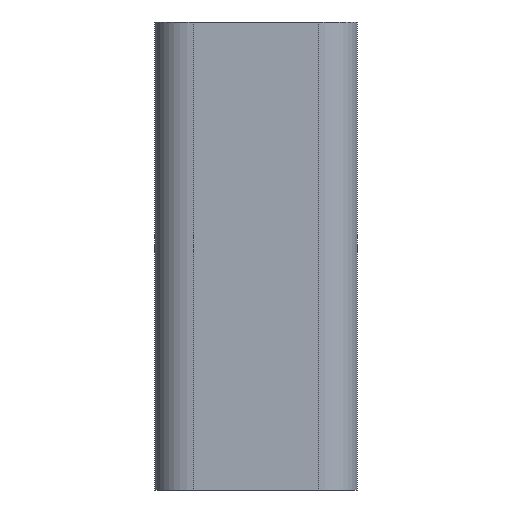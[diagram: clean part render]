
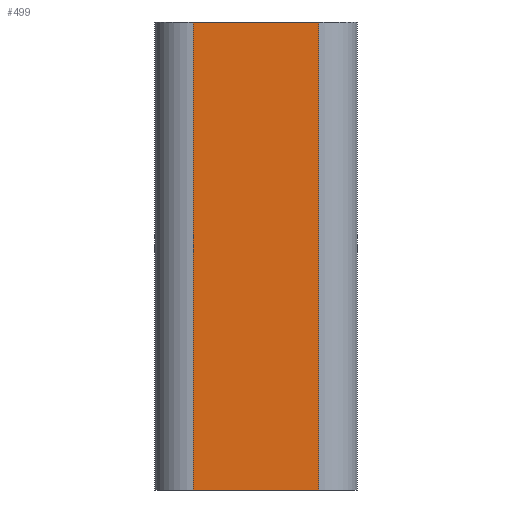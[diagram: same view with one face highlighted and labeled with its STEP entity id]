
A CAD part, left-side view. The second image highlights one B-rep face of the part: STEP entity #499.
In plain terms, the highlighted planar face has unit normal (-1, 0, 0).
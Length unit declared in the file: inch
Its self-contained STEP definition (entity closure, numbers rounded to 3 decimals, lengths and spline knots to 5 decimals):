
#3 = CARTESIAN_POINT ( 'NONE',  ( -0.1355, -0.195, 0. ) ) ;
#19 = CARTESIAN_POINT ( 'NONE',  ( -0.1355, -0.195, 1.46 ) ) ;
#20 = ORIENTED_EDGE ( 'NONE', *, *, #308, .F. ) ;
#28 = VERTEX_POINT ( 'NONE', #119 ) ;
#71 = VERTEX_POINT ( 'NONE', #3 ) ;
#79 = CARTESIAN_POINT ( 'NONE',  ( -0.1355, 0.195, 1.46 ) ) ;
#107 = DIRECTION ( 'NONE',  ( 0., -1., 0. ) ) ;
#119 = CARTESIAN_POINT ( 'NONE',  ( -0.1355, 0.195, 0. ) ) ;
#136 = ORIENTED_EDGE ( 'NONE', *, *, #346, .T. ) ;
#163 = EDGE_CURVE ( 'NONE', #28, #71, #316, .T. ) ;
#188 = VECTOR ( 'NONE', #569, 39.37008 ) ;
#214 = ORIENTED_EDGE ( 'NONE', *, *, #465, .F. ) ;
#220 = VERTEX_POINT ( 'NONE', #508 ) ;
#225 = PLANE ( 'NONE',  #271 ) ;
#233 = VERTEX_POINT ( 'NONE', #405 ) ;
#255 = VECTOR ( 'NONE', #375, 39.37008 ) ;
#256 = CARTESIAN_POINT ( 'NONE',  ( -0.1355, 0.195, 0. ) ) ;
#271 = AXIS2_PLACEMENT_3D ( 'NONE', #79, #586, #399 ) ;
#273 = LINE ( 'NONE', #518, #255 ) ;
#277 = ORIENTED_EDGE ( 'NONE', *, *, #163, .T. ) ;
#303 = VECTOR ( 'NONE', #330, 39.37008 ) ;
#308 = EDGE_CURVE ( 'NONE', #220, #71, #477, .T. ) ;
#316 = LINE ( 'NONE', #256, #396 ) ;
#330 = DIRECTION ( 'NONE',  ( 0., -1., 0. ) ) ;
#346 = EDGE_CURVE ( 'NONE', #233, #28, #273, .T. ) ;
#350 = FACE_OUTER_BOUND ( 'NONE', #624, .T. ) ;
#375 = DIRECTION ( 'NONE',  ( 0., 0., -1. ) ) ;
#379 = CARTESIAN_POINT ( 'NONE',  ( -0.1355, 0.195, 1.46 ) ) ;
#396 = VECTOR ( 'NONE', #107, 39.37008 ) ;
#399 = DIRECTION ( 'NONE',  ( 0., 0., -1. ) ) ;
#405 = CARTESIAN_POINT ( 'NONE',  ( -0.1355, 0.195, 1.46 ) ) ;
#431 = LINE ( 'NONE', #379, #303 ) ;
#465 = EDGE_CURVE ( 'NONE', #233, #220, #431, .T. ) ;
#477 = LINE ( 'NONE', #19, #188 ) ;
#499 = ADVANCED_FACE ( 'NONE', ( #350 ), #225, .F. ) ;
#508 = CARTESIAN_POINT ( 'NONE',  ( -0.1355, -0.195, 1.46 ) ) ;
#518 = CARTESIAN_POINT ( 'NONE',  ( -0.1355, 0.195, 1.46 ) ) ;
#569 = DIRECTION ( 'NONE',  ( 0., 0., -1. ) ) ;
#586 = DIRECTION ( 'NONE',  ( 1., 0., 0. ) ) ;
#624 = EDGE_LOOP ( 'NONE', ( #277, #20, #214, #136 ) ) ;
